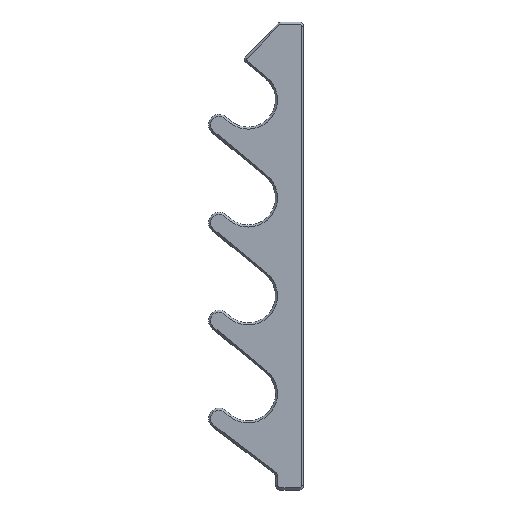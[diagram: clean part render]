
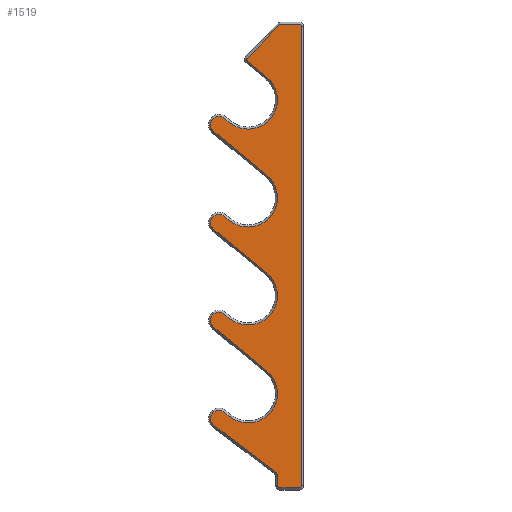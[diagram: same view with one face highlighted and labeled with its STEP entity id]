
A CAD part, front view. The second image highlights one B-rep face of the part: STEP entity #1519.
In plain terms, the highlighted planar face has unit normal (0, -1, 0).
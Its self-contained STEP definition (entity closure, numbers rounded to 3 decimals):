
#74=PLANE('',#1685);
#159=FACE_OUTER_BOUND('',#253,.T.);
#253=EDGE_LOOP('',(#1331,#1332,#1333,#1334,#1335,#1336,#1337,#1338,#1339,
#1340,#1341,#1342,#1343,#1344,#1345,#1346,#1347,#1348,#1349,#1350,#1351,
#1352,#1353,#1354,#1355,#1356,#1357,#1358));
#367=LINE('',#2651,#505);
#370=LINE('',#2663,#508);
#372=LINE('',#2672,#510);
#376=LINE('',#2684,#514);
#379=LINE('',#2689,#517);
#382=LINE('',#2700,#520);
#386=LINE('',#2707,#524);
#389=LINE('',#2718,#527);
#393=LINE('',#2732,#531);
#396=LINE('',#2738,#534);
#399=LINE('',#2749,#537);
#404=LINE('',#2765,#542);
#407=LINE('',#2771,#545);
#410=LINE('',#2807,#548);
#505=VECTOR('',#1959,10.);
#508=VECTOR('',#1964,10.);
#510=VECTOR('',#1968,10.);
#514=VECTOR('',#1982,10.);
#517=VECTOR('',#1987,10.);
#520=VECTOR('',#2000,10.);
#524=VECTOR('',#2006,10.);
#527=VECTOR('',#2021,10.);
#531=VECTOR('',#2037,10.);
#534=VECTOR('',#2042,10.);
#537=VECTOR('',#2057,10.);
#542=VECTOR('',#2074,10.);
#545=VECTOR('',#2079,10.);
#548=VECTOR('',#2096,10.);
#605=CIRCLE('',#1639,1.);
#606=CIRCLE('',#1641,1.);
#607=CIRCLE('',#1645,1.);
#608=CIRCLE('',#1647,14.5);
#609=CIRCLE('',#1651,1.);
#610=CIRCLE('',#1653,4.163);
#612=CIRCLE('',#1657,1.);
#613=CIRCLE('',#1659,14.5);
#615=CIRCLE('',#1664,3.);
#616=CIRCLE('',#1666,4.163);
#618=CIRCLE('',#1670,4.163);
#619=CIRCLE('',#1672,14.5);
#622=CIRCLE('',#1678,14.5);
#623=CIRCLE('',#1680,4.163);
#713=VERTEX_POINT('',#2648);
#714=VERTEX_POINT('',#2650);
#717=VERTEX_POINT('',#2660);
#718=VERTEX_POINT('',#2662);
#719=VERTEX_POINT('',#2669);
#720=VERTEX_POINT('',#2671);
#721=VERTEX_POINT('',#2675);
#722=VERTEX_POINT('',#2679);
#723=VERTEX_POINT('',#2683);
#724=VERTEX_POINT('',#2687);
#725=VERTEX_POINT('',#2691);
#726=VERTEX_POINT('',#2695);
#727=VERTEX_POINT('',#2699);
#729=VERTEX_POINT('',#2705);
#730=VERTEX_POINT('',#2709);
#731=VERTEX_POINT('',#2716);
#732=VERTEX_POINT('',#2720);
#734=VERTEX_POINT('',#2725);
#735=VERTEX_POINT('',#2730);
#737=VERTEX_POINT('',#2736);
#738=VERTEX_POINT('',#2740);
#739=VERTEX_POINT('',#2747);
#740=VERTEX_POINT('',#2751);
#742=VERTEX_POINT('',#2756);
#743=VERTEX_POINT('',#2761);
#746=VERTEX_POINT('',#2769);
#748=VERTEX_POINT('',#2793);
#749=VERTEX_POINT('',#2797);
#888=EDGE_CURVE('',#713,#714,#367,.T.);
#892=EDGE_CURVE('',#717,#718,#370,.T.);
#895=EDGE_CURVE('',#719,#720,#372,.T.);
#898=EDGE_CURVE('',#720,#721,#605,.T.);
#900=EDGE_CURVE('',#722,#719,#606,.T.);
#901=EDGE_CURVE('',#721,#723,#376,.T.);
#904=EDGE_CURVE('',#724,#722,#379,.T.);
#906=EDGE_CURVE('',#723,#725,#607,.T.);
#908=EDGE_CURVE('',#726,#724,#608,.T.);
#909=EDGE_CURVE('',#725,#727,#382,.T.);
#913=EDGE_CURVE('',#729,#726,#386,.T.);
#915=EDGE_CURVE('',#727,#730,#609,.T.);
#916=EDGE_CURVE('',#718,#729,#610,.T.);
#919=EDGE_CURVE('',#730,#731,#389,.T.);
#921=EDGE_CURVE('',#731,#732,#612,.T.);
#923=EDGE_CURVE('',#734,#717,#613,.T.);
#926=EDGE_CURVE('',#732,#735,#393,.T.);
#929=EDGE_CURVE('',#737,#734,#396,.T.);
#931=EDGE_CURVE('',#735,#738,#615,.T.);
#932=EDGE_CURVE('',#714,#737,#616,.T.);
#935=EDGE_CURVE('',#738,#739,#399,.T.);
#937=EDGE_CURVE('',#739,#740,#618,.T.);
#939=EDGE_CURVE('',#742,#713,#619,.T.);
#943=EDGE_CURVE('',#740,#743,#404,.T.);
#946=EDGE_CURVE('',#746,#742,#407,.T.);
#949=EDGE_CURVE('',#743,#748,#622,.T.);
#951=EDGE_CURVE('',#749,#746,#623,.T.);
#955=EDGE_CURVE('',#748,#749,#410,.T.);
#1331=ORIENTED_EDGE('',*,*,#895,.F.);
#1332=ORIENTED_EDGE('',*,*,#900,.F.);
#1333=ORIENTED_EDGE('',*,*,#904,.F.);
#1334=ORIENTED_EDGE('',*,*,#908,.F.);
#1335=ORIENTED_EDGE('',*,*,#913,.F.);
#1336=ORIENTED_EDGE('',*,*,#916,.F.);
#1337=ORIENTED_EDGE('',*,*,#892,.F.);
#1338=ORIENTED_EDGE('',*,*,#923,.F.);
#1339=ORIENTED_EDGE('',*,*,#929,.F.);
#1340=ORIENTED_EDGE('',*,*,#932,.F.);
#1341=ORIENTED_EDGE('',*,*,#888,.F.);
#1342=ORIENTED_EDGE('',*,*,#939,.F.);
#1343=ORIENTED_EDGE('',*,*,#946,.F.);
#1344=ORIENTED_EDGE('',*,*,#951,.F.);
#1345=ORIENTED_EDGE('',*,*,#955,.F.);
#1346=ORIENTED_EDGE('',*,*,#949,.F.);
#1347=ORIENTED_EDGE('',*,*,#943,.F.);
#1348=ORIENTED_EDGE('',*,*,#937,.F.);
#1349=ORIENTED_EDGE('',*,*,#935,.F.);
#1350=ORIENTED_EDGE('',*,*,#931,.F.);
#1351=ORIENTED_EDGE('',*,*,#926,.F.);
#1352=ORIENTED_EDGE('',*,*,#921,.F.);
#1353=ORIENTED_EDGE('',*,*,#919,.F.);
#1354=ORIENTED_EDGE('',*,*,#915,.F.);
#1355=ORIENTED_EDGE('',*,*,#909,.F.);
#1356=ORIENTED_EDGE('',*,*,#906,.F.);
#1357=ORIENTED_EDGE('',*,*,#901,.F.);
#1358=ORIENTED_EDGE('',*,*,#898,.F.);
#1519=ADVANCED_FACE('',(#159),#74,.F.);
#1639=AXIS2_PLACEMENT_3D('',#2677,#1973,#1974);
#1641=AXIS2_PLACEMENT_3D('',#2681,#1978,#1979);
#1645=AXIS2_PLACEMENT_3D('',#2693,#1991,#1992);
#1647=AXIS2_PLACEMENT_3D('',#2697,#1996,#1997);
#1651=AXIS2_PLACEMENT_3D('',#2711,#2010,#2011);
#1653=AXIS2_PLACEMENT_3D('',#2713,#2014,#2015);
#1657=AXIS2_PLACEMENT_3D('',#2722,#2025,#2026);
#1659=AXIS2_PLACEMENT_3D('',#2727,#2030,#2031);
#1664=AXIS2_PLACEMENT_3D('',#2742,#2046,#2047);
#1666=AXIS2_PLACEMENT_3D('',#2744,#2050,#2051);
#1670=AXIS2_PLACEMENT_3D('',#2753,#2061,#2062);
#1672=AXIS2_PLACEMENT_3D('',#2758,#2066,#2067);
#1678=AXIS2_PLACEMENT_3D('',#2794,#2084,#2085);
#1680=AXIS2_PLACEMENT_3D('',#2798,#2089,#2090);
#1685=AXIS2_PLACEMENT_3D('',#2961,#2103,#2104);
#1959=DIRECTION('',(-0.772,0.,0.635));
#1964=DIRECTION('',(-0.772,0.,0.635));
#1968=DIRECTION('',(0.696,0.,0.718));
#1973=DIRECTION('center_axis',(0.,1.,0.));
#1974=DIRECTION('ref_axis',(-0.39,0.,0.921));
#1978=DIRECTION('center_axis',(0.,1.,0.));
#1979=DIRECTION('ref_axis',(-0.635,0.,-0.772));
#1982=DIRECTION('',(1.,0.,0.));
#1987=DIRECTION('',(-0.772,0.,0.635));
#1991=DIRECTION('center_axis',(0.,1.,0.));
#1992=DIRECTION('ref_axis',(0.707,0.,0.707));
#1996=DIRECTION('center_axis',(0.,-1.,0.));
#1997=DIRECTION('ref_axis',(0.635,0.,0.772));
#2000=DIRECTION('',(0.,0.,-1.));
#2006=DIRECTION('',(0.772,0.,-0.635));
#2010=DIRECTION('center_axis',(0.,1.,0.));
#2011=DIRECTION('ref_axis',(0.707,0.,-0.707));
#2014=DIRECTION('center_axis',(0.,1.,0.));
#2015=DIRECTION('ref_axis',(0.605,0.,0.796));
#2021=DIRECTION('',(-1.,0.,0.));
#2025=DIRECTION('center_axis',(0.,1.,0.));
#2026=DIRECTION('ref_axis',(-0.707,0.,-0.707));
#2030=DIRECTION('center_axis',(0.,-1.,0.));
#2031=DIRECTION('ref_axis',(0.635,0.,0.772));
#2037=DIRECTION('',(0.,0.,1.));
#2042=DIRECTION('',(0.772,0.,-0.635));
#2046=DIRECTION('center_axis',(0.,-1.,0.));
#2047=DIRECTION('ref_axis',(0.896,0.,0.444));
#2050=DIRECTION('center_axis',(0.,1.,0.));
#2051=DIRECTION('ref_axis',(0.605,0.,0.796));
#2057=DIRECTION('',(-0.796,0.,0.605));
#2061=DIRECTION('center_axis',(0.,1.,0.));
#2062=DIRECTION('ref_axis',(0.605,0.,0.796));
#2066=DIRECTION('center_axis',(0.,-1.,0.));
#2067=DIRECTION('ref_axis',(0.635,0.,0.772));
#2074=DIRECTION('',(0.772,0.,-0.635));
#2079=DIRECTION('',(0.772,0.,-0.635));
#2084=DIRECTION('center_axis',(0.,-1.,0.));
#2085=DIRECTION('ref_axis',(0.635,0.,0.772));
#2089=DIRECTION('center_axis',(0.,1.,0.));
#2090=DIRECTION('ref_axis',(0.605,0.,0.796));
#2096=DIRECTION('',(-0.772,0.,0.635));
#2103=DIRECTION('center_axis',(0.,1.,0.));
#2104=DIRECTION('ref_axis',(1.,0.,0.));
#2648=CARTESIAN_POINT('',(54.148,0.,-5.538));
#2650=CARTESIAN_POINT('',(28.105,0.,15.891));
#2651=CARTESIAN_POINT('',(50.517,0.,-2.551));
#2660=CARTESIAN_POINT('',(54.148,0.,42.795));
#2662=CARTESIAN_POINT('',(28.105,0.,64.224));
#2663=CARTESIAN_POINT('',(62.374,0.,36.026));
#2669=CARTESIAN_POINT('',(44.556,0.,100.42));
#2671=CARTESIAN_POINT('',(60.637,0.,117.025));
#2672=CARTESIAN_POINT('',(20.816,0.,75.906));
#2675=CARTESIAN_POINT('',(61.355,0.,117.329));
#2677=CARTESIAN_POINT('Origin',(61.355,0.,116.329));
#2679=CARTESIAN_POINT('',(44.639,0.,98.952));
#2681=CARTESIAN_POINT('Origin',(45.275,0.,99.724));
#2683=CARTESIAN_POINT('',(70.248,0.,117.329));
#2684=CARTESIAN_POINT('',(54.677,0.,117.329));
#2687=CARTESIAN_POINT('',(54.148,0.,91.128));
#2689=CARTESIAN_POINT('',(74.231,0.,74.603));
#2691=CARTESIAN_POINT('',(71.248,0.,116.329));
#2693=CARTESIAN_POINT('Origin',(70.248,0.,116.329));
#2695=CARTESIAN_POINT('',(35.721,0.,68.735));
#2697=CARTESIAN_POINT('Origin',(44.934,0.,79.932));
#2699=CARTESIAN_POINT('',(71.248,0.,-110.691));
#2700=CARTESIAN_POINT('',(71.248,0.,60.574));
#2705=CARTESIAN_POINT('',(33.254,0.,70.765));
#2707=CARTESIAN_POINT('',(54.571,0.,53.224));
#2709=CARTESIAN_POINT('',(70.248,0.,-111.691));
#2711=CARTESIAN_POINT('Origin',(70.248,0.,-110.691));
#2713=CARTESIAN_POINT('Origin',(30.608,0.,67.55));
#2716=CARTESIAN_POINT('',(60.648,0.,-111.691));
#2718=CARTESIAN_POINT('',(60.547,0.,-111.691));
#2720=CARTESIAN_POINT('',(59.648,0.,-110.691));
#2722=CARTESIAN_POINT('Origin',(60.648,0.,-110.691));
#2725=CARTESIAN_POINT('',(35.721,0.,20.402));
#2727=CARTESIAN_POINT('Origin',(44.934,0.,31.598));
#2730=CARTESIAN_POINT('',(59.648,0.,-106.224));
#2732=CARTESIAN_POINT('',(59.648,0.,-54.936));
#2736=CARTESIAN_POINT('',(33.254,0.,22.432));
#2738=CARTESIAN_POINT('',(42.714,0.,14.648));
#2740=CARTESIAN_POINT('',(58.463,0.,-103.835));
#2742=CARTESIAN_POINT('Origin',(56.648,0.,-106.224));
#2744=CARTESIAN_POINT('Origin',(30.608,0.,19.217));
#2747=CARTESIAN_POINT('',(28.09,0.,-80.765));
#2749=CARTESIAN_POINT('',(30.123,0.,-82.309));
#2751=CARTESIAN_POINT('',(33.254,0.,-74.235));
#2753=CARTESIAN_POINT('Origin',(30.608,0.,-77.45));
#2756=CARTESIAN_POINT('',(35.721,0.,-27.932));
#2758=CARTESIAN_POINT('Origin',(44.934,0.,-16.735));
#2761=CARTESIAN_POINT('',(35.721,0.,-76.265));
#2765=CARTESIAN_POINT('',(19.,0.,-62.506));
#2769=CARTESIAN_POINT('',(33.254,0.,-25.901));
#2771=CARTESIAN_POINT('',(30.857,0.,-23.929));
#2793=CARTESIAN_POINT('',(54.148,0.,-53.872));
#2794=CARTESIAN_POINT('Origin',(44.934,0.,-65.068));
#2797=CARTESIAN_POINT('',(28.105,0.,-32.443));
#2798=CARTESIAN_POINT('Origin',(30.608,0.,-29.116));
#2807=CARTESIAN_POINT('',(38.66,0.,-41.127));
#2961=CARTESIAN_POINT('Origin',(48.847,0.,2.819));
